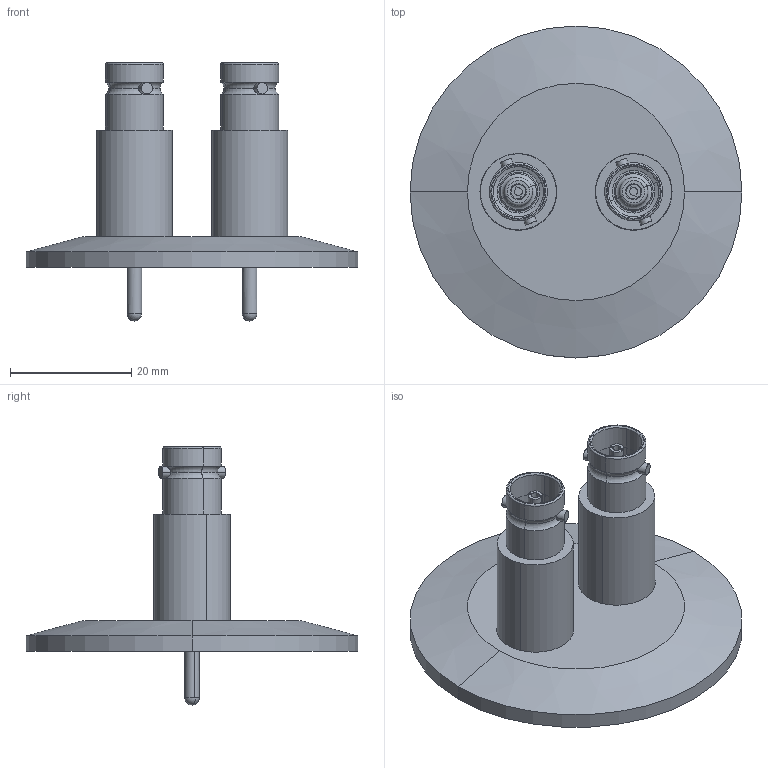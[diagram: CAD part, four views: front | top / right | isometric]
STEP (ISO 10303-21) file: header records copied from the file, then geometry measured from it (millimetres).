
FILE_DESCRIPTION (( 'STEP AP203' ), '1' );
FILE_NAME ('A0477-3-QF.STEP', '2012-06-05T14:30:22', ( '' ), ( '' ), 'SwSTEP 2.0', 'SolidWorks 2012', '' );
FILE_SCHEMA (( 'CONFIG_CONTROL_DESIGN' ));
Length unit declared in the file: inch
Products named in the file (1): A0477-3-QF
Bounding box: 54.86 x 54.86 x 42.67 mm (x, y, z)
Volume: 12201.5 mm3; surface area: 13223.4 mm2
Topology: 1 solids, 1 shells, 214 faces, 478 edges, 294 vertices
Faces by surface type: cylinder 108, plane 48, torus 32, cone 22, sphere 4
Entity records: 6625 total; most frequent: CARTESIAN_POINT 1615, DIRECTION 1172, ORIENTED_EDGE 940, AXIS2_PLACEMENT_3D 507, EDGE_CURVE 470, CIRCLE 292, VERTEX_POINT 290, EDGE_LOOP 246
